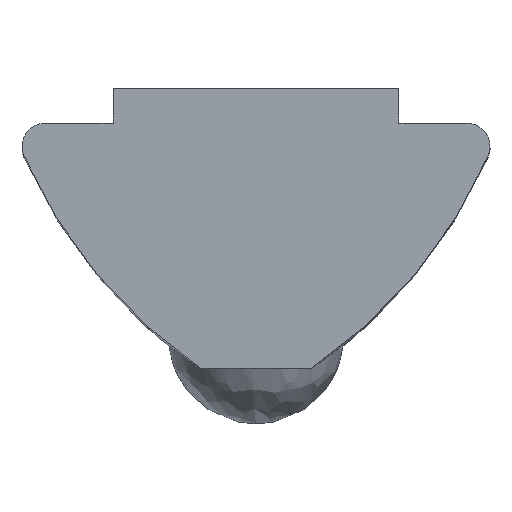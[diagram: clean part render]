
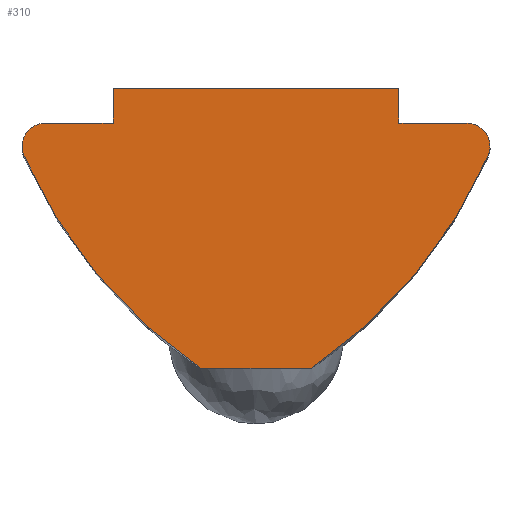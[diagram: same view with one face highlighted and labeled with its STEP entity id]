
A CAD part, top view. The second image highlights one B-rep face of the part: STEP entity #310.
In plain terms, the highlighted planar face has unit normal (0, 0, 1).
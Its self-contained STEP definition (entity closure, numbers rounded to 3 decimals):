
#2 = EDGE_CURVE ( 'NONE', #674, #32, #237, .T. ) ;
#4 = LINE ( 'NONE', #356, #693 ) ;
#29 = CARTESIAN_POINT ( 'NONE',  ( -3.612, -0.4, 12. ) ) ;
#32 = VERTEX_POINT ( 'NONE', #191 ) ;
#36 = EDGE_CURVE ( 'NONE', #388, #163, #341, .T. ) ;
#41 = ORIENTED_EDGE ( 'NONE', *, *, #2, .T. ) ;
#45 = CARTESIAN_POINT ( 'NONE',  ( 2.45, 0.6, 12. ) ) ;
#46 = EDGE_CURVE ( 'NONE', #337, #109, #229, .T. ) ;
#53 = CARTESIAN_POINT ( 'NONE',  ( 3.811, 2.842, 12. ) ) ;
#54 = DIRECTION ( 'NONE',  ( -1., 0., 0. ) ) ;
#55 = EDGE_CURVE ( 'NONE', #95, #124, #360, .T. ) ;
#64 = DIRECTION ( 'NONE',  ( 0., 0., -1. ) ) ;
#70 = CARTESIAN_POINT ( 'NONE',  ( -3.612, -0.4, 12. ) ) ;
#72 = LINE ( 'NONE', #324, #244 ) ;
#86 = DIRECTION ( 'NONE',  ( 1., 0., 0. ) ) ;
#95 = VERTEX_POINT ( 'NONE', #377 ) ;
#109 = VERTEX_POINT ( 'NONE', #320 ) ;
#112 = CARTESIAN_POINT ( 'NONE',  ( -3.612, -0.4, 12. ) ) ;
#113 = DIRECTION ( 'NONE',  ( 0., -1., 0. ) ) ;
#119 = DIRECTION ( 'NONE',  ( 0., 0., 1. ) ) ;
#124 = VERTEX_POINT ( 'NONE', #218 ) ;
#153 = LINE ( 'NONE', #422, #587 ) ;
#157 = ORIENTED_EDGE ( 'NONE', *, *, #46, .F. ) ;
#158 = CARTESIAN_POINT ( 'NONE',  ( -2.45, 0.6, 12. ) ) ;
#163 = VERTEX_POINT ( 'NONE', #172 ) ;
#172 = CARTESIAN_POINT ( 'NONE',  ( 2.45, 0., 12. ) ) ;
#184 = VECTOR ( 'NONE', #299, 1000. ) ;
#191 = CARTESIAN_POINT ( 'NONE',  ( -3.612, 0., 12. ) ) ;
#194 = CARTESIAN_POINT ( 'NONE',  ( 3.612, 0., 12. ) ) ;
#197 = EDGE_CURVE ( 'NONE', #337, #388, #426, .T. ) ;
#198 = CARTESIAN_POINT ( 'NONE',  ( 3.612, 0., 12. ) ) ;
#199 = VECTOR ( 'NONE', #432, 1000. ) ;
#203 = DIRECTION ( 'NONE',  ( -1., 0., 0. ) ) ;
#207 = ORIENTED_EDGE ( 'NONE', *, *, #197, .T. ) ;
#215 = FACE_OUTER_BOUND ( 'NONE', #740, .T. ) ;
#218 = CARTESIAN_POINT ( 'NONE',  ( -3.979, -0.56, 12. ) ) ;
#229 = CIRCLE ( 'NONE', #427, 8.5 ) ;
#237 = LINE ( 'NONE', #722, #184 ) ;
#242 = DIRECTION ( 'NONE',  ( 0., 0., 1. ) ) ;
#244 = VECTOR ( 'NONE', #113, 1000. ) ;
#268 = DIRECTION ( 'NONE',  ( 0., 0., 1. ) ) ;
#275 = ORIENTED_EDGE ( 'NONE', *, *, #361, .T. ) ;
#276 = DIRECTION ( 'NONE',  ( -1., 0., 0. ) ) ;
#278 = CARTESIAN_POINT ( 'NONE',  ( 3.612, -0.4, 12. ) ) ;
#280 = CIRCLE ( 'NONE', #748, 8.5 ) ;
#299 = DIRECTION ( 'NONE',  ( -1., 0., 0. ) ) ;
#305 = AXIS2_PLACEMENT_3D ( 'NONE', #112, #268, #380 ) ;
#310 = ADVANCED_FACE ( 'NONE', ( #215 ), #339, .T. ) ;
#320 = CARTESIAN_POINT ( 'NONE',  ( 0.95, -4.2, 12. ) ) ;
#321 = ORIENTED_EDGE ( 'NONE', *, *, #421, .T. ) ;
#324 = CARTESIAN_POINT ( 'NONE',  ( -2.45, -0.4, 12. ) ) ;
#337 = VERTEX_POINT ( 'NONE', #735 ) ;
#339 = PLANE ( 'NONE',  #634 ) ;
#341 = LINE ( 'NONE', #194, #199 ) ;
#356 = CARTESIAN_POINT ( 'NONE',  ( 2.45, -0.4, 12. ) ) ;
#360 = CIRCLE ( 'NONE', #305, 0.4 ) ;
#361 = EDGE_CURVE ( 'NONE', #163, #378, #4, .T. ) ;
#374 = AXIS2_PLACEMENT_3D ( 'NONE', #278, #119, #276 ) ;
#377 = CARTESIAN_POINT ( 'NONE',  ( -4.012, -0.4, 12. ) ) ;
#378 = VERTEX_POINT ( 'NONE', #420 ) ;
#380 = DIRECTION ( 'NONE',  ( -1., 0., 0. ) ) ;
#388 = VERTEX_POINT ( 'NONE', #198 ) ;
#404 = EDGE_CURVE ( 'NONE', #637, #109, #153, .T. ) ;
#409 = ORIENTED_EDGE ( 'NONE', *, *, #404, .T. ) ;
#420 = CARTESIAN_POINT ( 'NONE',  ( 2.45, 0.6, 12. ) ) ;
#421 = EDGE_CURVE ( 'NONE', #32, #95, #568, .T. ) ;
#422 = CARTESIAN_POINT ( 'NONE',  ( -0.95, -4.2, 12. ) ) ;
#425 = VECTOR ( 'NONE', #203, 1000. ) ;
#426 = CIRCLE ( 'NONE', #374, 0.4 ) ;
#427 = AXIS2_PLACEMENT_3D ( 'NONE', #621, #436, #54 ) ;
#432 = DIRECTION ( 'NONE',  ( -1., 0., 0. ) ) ;
#436 = DIRECTION ( 'NONE',  ( 0., 0., -1. ) ) ;
#451 = DIRECTION ( 'NONE',  ( -1., 0., 0. ) ) ;
#474 = VERTEX_POINT ( 'NONE', #158 ) ;
#486 = ORIENTED_EDGE ( 'NONE', *, *, #645, .T. ) ;
#511 = EDGE_CURVE ( 'NONE', #378, #474, #547, .T. ) ;
#529 = ORIENTED_EDGE ( 'NONE', *, *, #36, .T. ) ;
#547 = LINE ( 'NONE', #45, #425 ) ;
#568 = CIRCLE ( 'NONE', #592, 0.4 ) ;
#570 = EDGE_CURVE ( 'NONE', #637, #124, #280, .T. ) ;
#587 = VECTOR ( 'NONE', #86, 1000. ) ;
#588 = ORIENTED_EDGE ( 'NONE', *, *, #570, .F. ) ;
#591 = DIRECTION ( 'NONE',  ( 1., 0., 0. ) ) ;
#592 = AXIS2_PLACEMENT_3D ( 'NONE', #29, #242, #659 ) ;
#618 = ORIENTED_EDGE ( 'NONE', *, *, #511, .T. ) ;
#621 = CARTESIAN_POINT ( 'NONE',  ( -3.811, 2.842, 12. ) ) ;
#634 = AXIS2_PLACEMENT_3D ( 'NONE', #70, #644, #591 ) ;
#637 = VERTEX_POINT ( 'NONE', #687 ) ;
#644 = DIRECTION ( 'NONE',  ( 0., 0., 1. ) ) ;
#645 = EDGE_CURVE ( 'NONE', #474, #674, #72, .T. ) ;
#659 = DIRECTION ( 'NONE',  ( -1., 0., 0. ) ) ;
#674 = VERTEX_POINT ( 'NONE', #705 ) ;
#687 = CARTESIAN_POINT ( 'NONE',  ( -0.95, -4.2, 12. ) ) ;
#693 = VECTOR ( 'NONE', #728, 1000. ) ;
#705 = CARTESIAN_POINT ( 'NONE',  ( -2.45, 0., 12. ) ) ;
#720 = ORIENTED_EDGE ( 'NONE', *, *, #55, .T. ) ;
#722 = CARTESIAN_POINT ( 'NONE',  ( -2.45, 0., 12. ) ) ;
#728 = DIRECTION ( 'NONE',  ( 0., 1., 0. ) ) ;
#735 = CARTESIAN_POINT ( 'NONE',  ( 3.979, -0.56, 12. ) ) ;
#740 = EDGE_LOOP ( 'NONE', ( #529, #275, #618, #486, #41, #321, #720, #588, #409, #157, #207 ) ) ;
#748 = AXIS2_PLACEMENT_3D ( 'NONE', #53, #64, #451 ) ;
